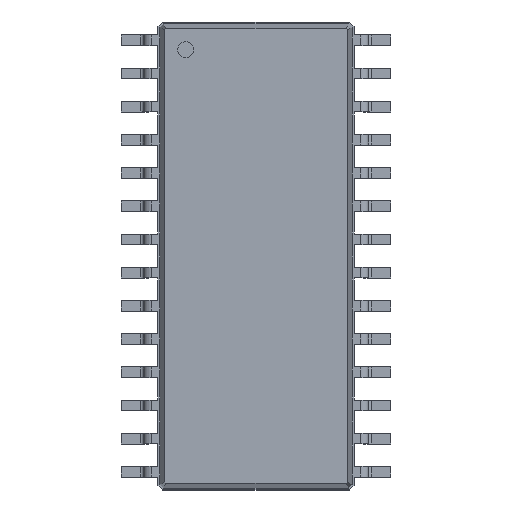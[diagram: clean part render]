
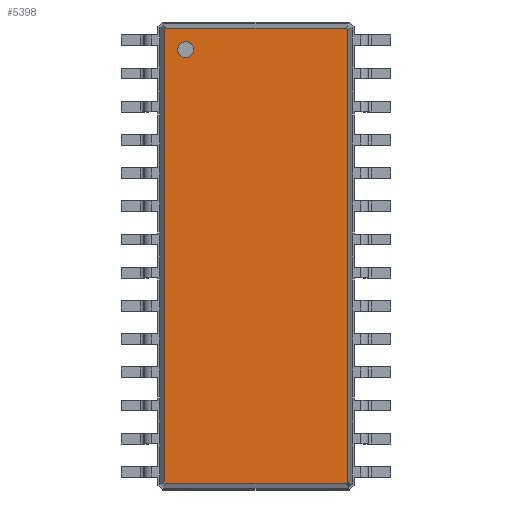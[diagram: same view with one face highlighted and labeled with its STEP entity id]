
A CAD part, top view. The second image highlights one B-rep face of the part: STEP entity #5398.
In plain terms, the highlighted planar face has unit normal (0, 0, 1).
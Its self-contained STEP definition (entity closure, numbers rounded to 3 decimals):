
#1994 = VERTEX_POINT('',#1995);
#1995 = CARTESIAN_POINT('',(-3.489,8.644,2.75));
#2000 = EDGE_CURVE('',#2001,#1994,#2003,.T.);
#2001 = VERTEX_POINT('',#2002);
#2002 = CARTESIAN_POINT('',(-3.489,-8.644,2.75));
#2003 = LINE('',#2004,#2005);
#2004 = CARTESIAN_POINT('',(-3.489,-8.644,2.75));
#2005 = VECTOR('',#2006,1.);
#2006 = DIRECTION('',(0.,1.,0.));
#5381 = EDGE_CURVE('',#5382,#2001,#5384,.T.);
#5382 = VERTEX_POINT('',#5383);
#5383 = CARTESIAN_POINT('',(-3.444,-8.689,2.75));
#5384 = LINE('',#5385,#5386);
#5385 = CARTESIAN_POINT('',(-3.444,-8.689,2.75));
#5386 = VECTOR('',#5387,1.);
#5387 = DIRECTION('',(-0.707,0.707,0.));
#5398 = ADVANCED_FACE('',(#5399,#5449),#5460,.T.);
#5399 = FACE_BOUND('',#5400,.T.);
#5400 = EDGE_LOOP('',(#5401,#5411,#5417,#5418,#5419,#5427,#5435,#5443));
#5401 = ORIENTED_EDGE('',*,*,#5402,.F.);
#5402 = EDGE_CURVE('',#5403,#5405,#5407,.T.);
#5403 = VERTEX_POINT('',#5404);
#5404 = CARTESIAN_POINT('',(-3.444,8.689,2.75));
#5405 = VERTEX_POINT('',#5406);
#5406 = CARTESIAN_POINT('',(3.444,8.689,2.75));
#5407 = LINE('',#5408,#5409);
#5408 = CARTESIAN_POINT('',(-3.444,8.689,2.75));
#5409 = VECTOR('',#5410,1.);
#5410 = DIRECTION('',(1.,0.,0.));
#5411 = ORIENTED_EDGE('',*,*,#5412,.F.);
#5412 = EDGE_CURVE('',#1994,#5403,#5413,.T.);
#5413 = LINE('',#5414,#5415);
#5414 = CARTESIAN_POINT('',(-3.489,8.644,2.75));
#5415 = VECTOR('',#5416,1.);
#5416 = DIRECTION('',(0.707,0.707,0.));
#5417 = ORIENTED_EDGE('',*,*,#2000,.F.);
#5418 = ORIENTED_EDGE('',*,*,#5381,.F.);
#5419 = ORIENTED_EDGE('',*,*,#5420,.F.);
#5420 = EDGE_CURVE('',#5421,#5382,#5423,.T.);
#5421 = VERTEX_POINT('',#5422);
#5422 = CARTESIAN_POINT('',(3.444,-8.689,2.75));
#5423 = LINE('',#5424,#5425);
#5424 = CARTESIAN_POINT('',(3.444,-8.689,2.75));
#5425 = VECTOR('',#5426,1.);
#5426 = DIRECTION('',(-1.,0.,0.));
#5427 = ORIENTED_EDGE('',*,*,#5428,.F.);
#5428 = EDGE_CURVE('',#5429,#5421,#5431,.T.);
#5429 = VERTEX_POINT('',#5430);
#5430 = CARTESIAN_POINT('',(3.489,-8.644,2.75));
#5431 = LINE('',#5432,#5433);
#5432 = CARTESIAN_POINT('',(3.489,-8.644,2.75));
#5433 = VECTOR('',#5434,1.);
#5434 = DIRECTION('',(-0.707,-0.707,0.));
#5435 = ORIENTED_EDGE('',*,*,#5436,.F.);
#5436 = EDGE_CURVE('',#5437,#5429,#5439,.T.);
#5437 = VERTEX_POINT('',#5438);
#5438 = CARTESIAN_POINT('',(3.489,8.644,2.75));
#5439 = LINE('',#5440,#5441);
#5440 = CARTESIAN_POINT('',(3.489,8.644,2.75));
#5441 = VECTOR('',#5442,1.);
#5442 = DIRECTION('',(0.,-1.,0.));
#5443 = ORIENTED_EDGE('',*,*,#5444,.F.);
#5444 = EDGE_CURVE('',#5405,#5437,#5445,.T.);
#5445 = LINE('',#5446,#5447);
#5446 = CARTESIAN_POINT('',(3.444,8.689,2.75));
#5447 = VECTOR('',#5448,1.);
#5448 = DIRECTION('',(0.707,-0.707,0.));
#5449 = FACE_BOUND('',#5450,.T.);
#5450 = EDGE_LOOP('',(#5451));
#5451 = ORIENTED_EDGE('',*,*,#5452,.F.);
#5452 = EDGE_CURVE('',#5453,#5453,#5455,.T.);
#5453 = VERTEX_POINT('',#5454);
#5454 = CARTESIAN_POINT('',(-2.689,7.589,2.75));
#5455 = CIRCLE('',#5456,0.3);
#5456 = AXIS2_PLACEMENT_3D('',#5457,#5458,#5459);
#5457 = CARTESIAN_POINT('',(-2.689,7.889,2.75));
#5458 = DIRECTION('',(0.,0.,1.));
#5459 = DIRECTION('',(0.,-1.,0.));
#5460 = PLANE('',#5461);
#5461 = AXIS2_PLACEMENT_3D('',#5462,#5463,#5464);
#5462 = CARTESIAN_POINT('',(-3.444,8.689,2.75));
#5463 = DIRECTION('',(0.,0.,1.));
#5464 = DIRECTION('',(0.369,-0.93,0.));
